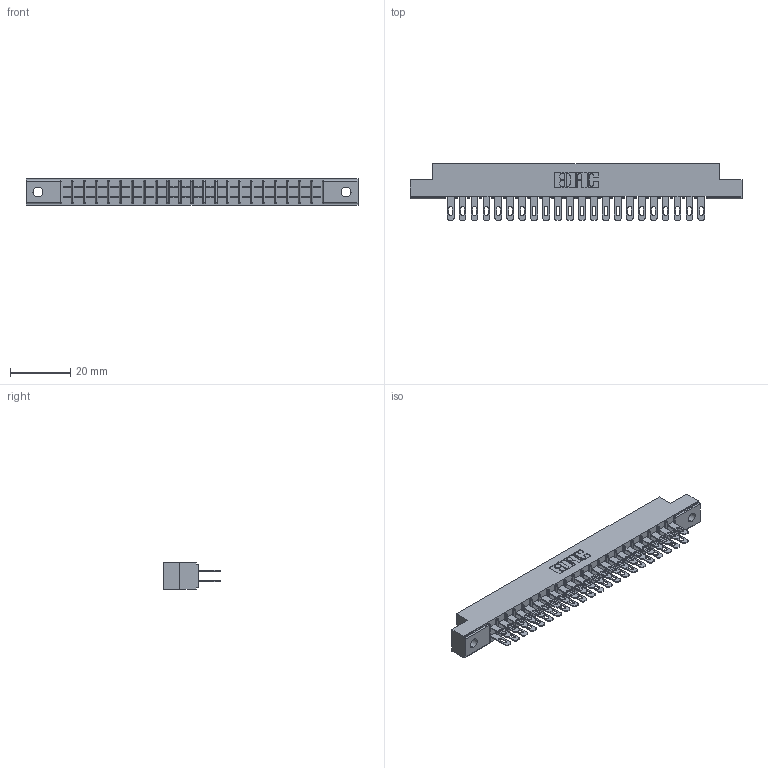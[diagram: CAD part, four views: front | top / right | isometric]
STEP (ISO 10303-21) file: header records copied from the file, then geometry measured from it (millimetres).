
FILE_DESCRIPTION (( 'STEP AP203' ), '1' );
FILE_NAME ('315-044-500-202.STEP', '2019-09-10T17:41:44', ( '' ), ( '' ), 'SwSTEP 2.0', 'SolidWorks 2016', '' );
FILE_SCHEMA (( 'CONFIG_CONTROL_DESIGN' ));
Length unit declared in the file: inch
Products named in the file (3): 305 Part_.128 Dia; 305-290-001_500; 315-044-500-202
Assembly tree (45 placements, depth 2):
  315-044-500-202
    305 Part_.128 Dia
    305-290-001_500  x44
Bounding box: 110.19 x 18.85 x 8.71 mm (x, y, z)
Volume: 7013.6 mm3; surface area: 13757.7 mm2
Topology: 45 solids, 45 shells, 2316 faces, 6630 edges, 4300 vertices
Faces by surface type: plane 1300, cylinder 928, sphere 88
Entity records: 26279 total; most frequent: CARTESIAN_POINT 4348, ORIENTED_EDGE 4312, DIRECTION 4224, EDGE_CURVE 2156, LINE 1720, VECTOR 1720, VERTEX_POINT 1376, AXIS2_PLACEMENT_3D 1252
